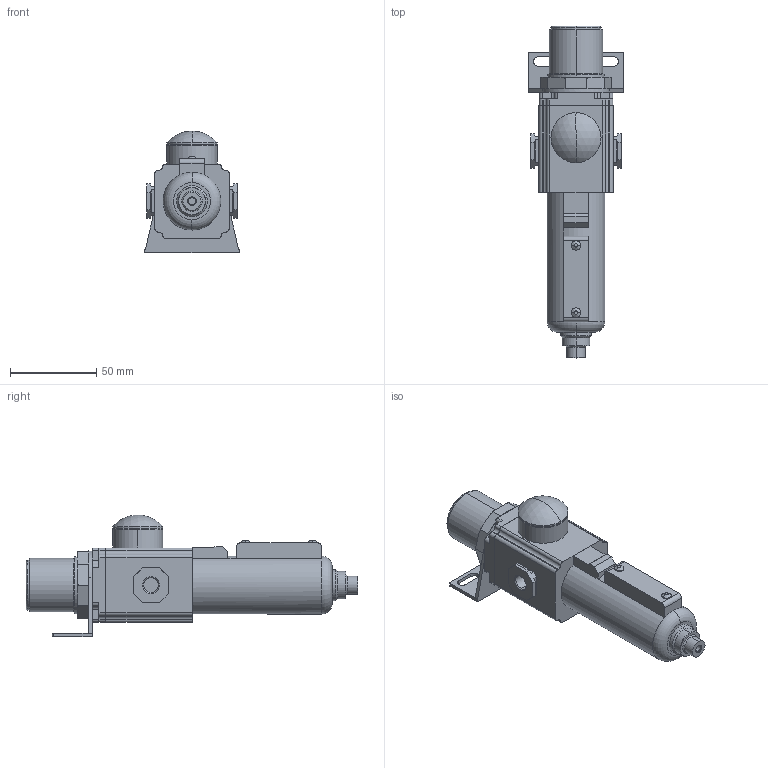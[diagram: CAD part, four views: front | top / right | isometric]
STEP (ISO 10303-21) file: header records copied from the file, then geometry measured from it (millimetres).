
FILE_DESCRIPTION (( 'STEP AP203' ), '1' );
FILE_NAME ('AFR2-2132-D.step', '2020-04-16T19:52:37', ( '' ), ( '' ), 'SwSTEP 2.0', 'SolidWorks 2019', '' );
FILE_SCHEMA (( 'CONFIG_CONTROL_DESIGN' ));
Length unit declared in the file: millimetre
Products named in the file (1): AFR2-2132-D
Bounding box: 55 x 192.5 x 70.62 mm (x, y, z)
Volume: 231878.5 mm3; surface area: 34099.3 mm2
Topology: 1 solids, 1 shells, 237 faces, 614 edges, 395 vertices
Faces by surface type: plane 126, cylinder 75, torus 16, cone 14, bspline 4, sphere 2
Entity records: 7574 total; most frequent: CARTESIAN_POINT 1595, DIRECTION 1251, ORIENTED_EDGE 1228, EDGE_CURVE 614, AXIS2_PLACEMENT_3D 435, VERTEX_POINT 395, LINE 381, VECTOR 381
